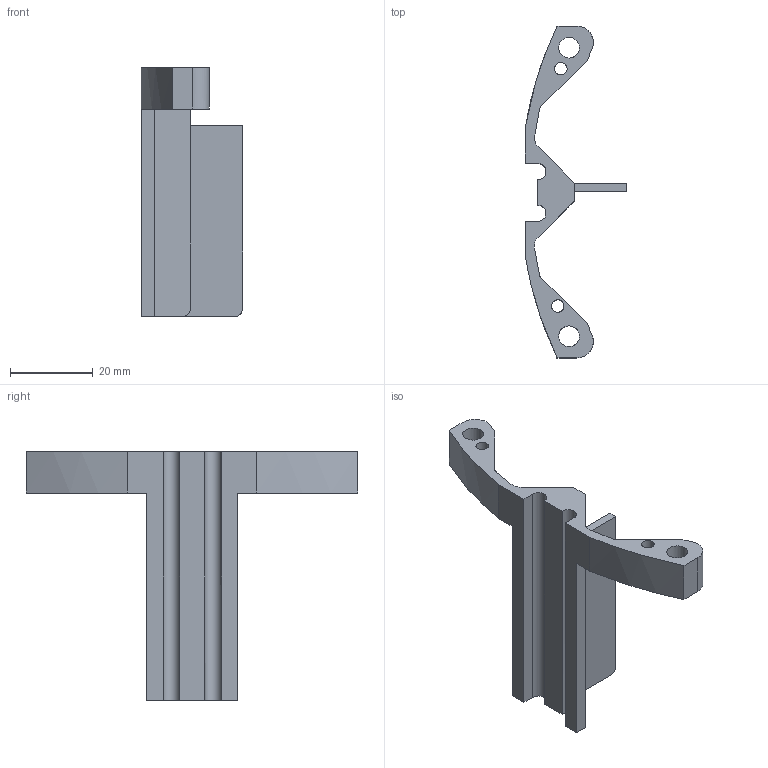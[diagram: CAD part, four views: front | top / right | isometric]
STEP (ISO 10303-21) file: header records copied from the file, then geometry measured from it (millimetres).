
FILE_DESCRIPTION((''),'2;1');
FILE_NAME('holder.stp', '2006-05-16T14:19:04',('User'),('SDRC'),'I-DEAS Master Series','UNIX','Yes');
FILE_SCHEMA(('CONFIG_CONTROL_DESIGN', 'GEOMETRIC_VALIDATION_PROPERTIES_MIM','SHAPE_APPEARANCE_LAYER_MIM'));
Length unit declared in the file: millimetre
Bounding box: 24.5 x 80 x 60 mm (x, y, z)
Volume: 11935.8 mm3; surface area: 8027.3 mm2
Topology: 1 solids, 1 shells, 42 faces, 117 edges, 77 vertices
Faces by surface type: bspline 42
Entity records: 1437 total; most frequent: CARTESIAN_POINT 636, ORIENTED_EDGE 234, EDGE_CURVE 117, VERTEX_POINT 77, EDGE_LOOP 50, FACE_OUTER_BOUND 42, ADVANCED_FACE 42, B_SPLINE_CURVE_WITH_KNOTS 41
